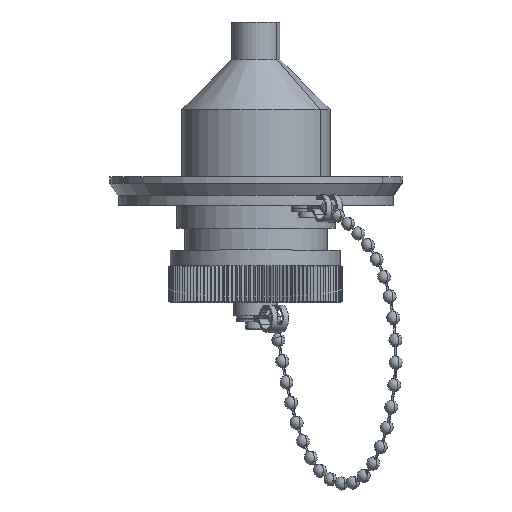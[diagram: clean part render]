
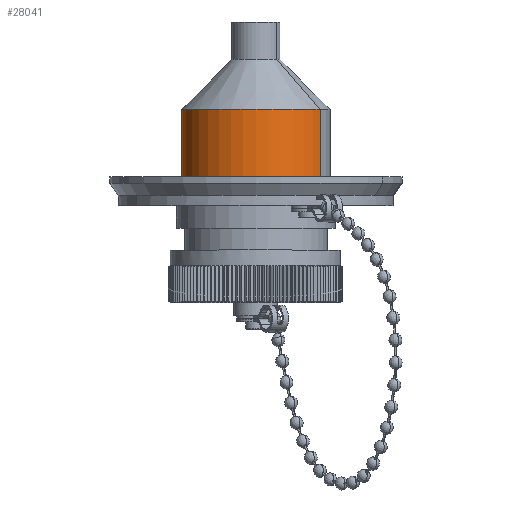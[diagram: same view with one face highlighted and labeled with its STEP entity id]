
A CAD part, top view. The second image highlights one B-rep face of the part: STEP entity #28041.
In plain terms, the highlighted cylindrical face has radius 17 mm (diameter 34 mm), a partial arc.
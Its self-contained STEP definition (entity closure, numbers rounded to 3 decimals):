
#2250=CARTESIAN_POINT('',(0.,0.,0.));
#2251=DIRECTION('',(0.,1.,0.));
#2252=DIRECTION('',(-0.866,0.,-0.5));
#2253=AXIS2_PLACEMENT_3D('',#2250,#2251,#2252);
#2285=DIRECTION('',(0.,-1.,0.));
#2286=VECTOR('',#2285,15.5);
#2287=CARTESIAN_POINT('',(-14.723,15.5,-8.499));
#2288=LINE('',#2287,#2286);
#2289=DIRECTION('',(0.,-1.,0.));
#2290=VECTOR('',#2289,15.5);
#2291=CARTESIAN_POINT('',(14.723,15.5,8.499));
#2292=LINE('',#2291,#2290);
#2297=CARTESIAN_POINT('',(0.,15.5,0.));
#2298=DIRECTION('',(0.,-1.,0.));
#2299=DIRECTION('',(0.866,0.,0.5));
#2300=AXIS2_PLACEMENT_3D('',#2297,#2298,#2299);
#26305=CARTESIAN_POINT('',(14.723,0.,8.499));
#26306=CARTESIAN_POINT('',(-14.723,0.,-8.499));
#26307=VERTEX_POINT('',#26305);
#26308=VERTEX_POINT('',#26306);
#26321=CARTESIAN_POINT('',(14.723,15.5,8.499));
#26322=VERTEX_POINT('',#26321);
#26323=CARTESIAN_POINT('',(-14.723,15.5,-8.499));
#26324=VERTEX_POINT('',#26323);
#28029=CARTESIAN_POINT('',(0.,37.5,0.));
#28030=DIRECTION('',(0.,-1.,0.));
#28031=DIRECTION('',(-0.866,0.,-0.5));
#28032=AXIS2_PLACEMENT_3D('',#28029,#28030,#28031);
#28033=CYLINDRICAL_SURFACE('',#28032,17.);
#28034=ORIENTED_EDGE('',*,*,#28019,.T.);
#28035=ORIENTED_EDGE('',*,*,#27992,.F.);
#28036=ORIENTED_EDGE('',*,*,#28023,.F.);
#28038=ORIENTED_EDGE('',*,*,#28037,.F.);
#28039=EDGE_LOOP('',(#28034,#28035,#28036,#28038));
#28040=FACE_OUTER_BOUND('',#28039,.F.);
#28041=ADVANCED_FACE('',(#28040),#28033,.T.);
#2254=CIRCLE('',#2253,17.);
#2301=CIRCLE('',#2300,17.);
#27992=EDGE_CURVE('',#26308,#26307,#2254,.T.);
#28019=EDGE_CURVE('',#26322,#26307,#2292,.T.);
#28023=EDGE_CURVE('',#26324,#26308,#2288,.T.);
#28037=EDGE_CURVE('',#26322,#26324,#2301,.T.);
